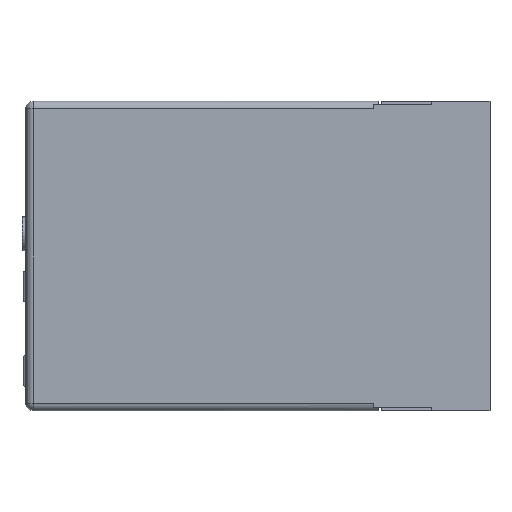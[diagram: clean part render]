
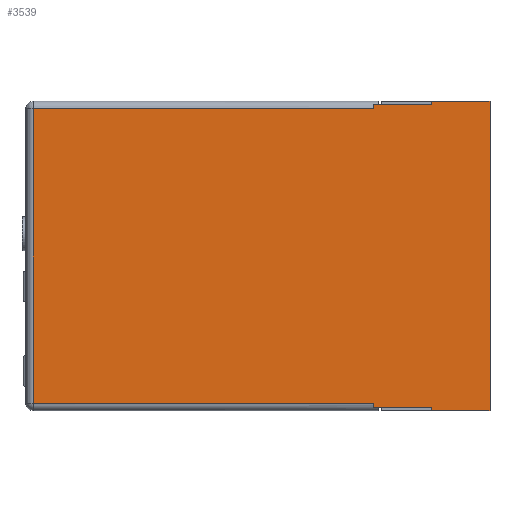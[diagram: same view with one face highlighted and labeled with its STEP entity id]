
A CAD part, left-side view. The second image highlights one B-rep face of the part: STEP entity #3539.
In plain terms, the highlighted planar face has unit normal (-1, 0, 0).
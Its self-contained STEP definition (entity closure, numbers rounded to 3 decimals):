
#289=LINE('',#5182,#625);
#290=LINE('',#5188,#626);
#292=LINE('',#5196,#628);
#364=LINE('',#5429,#700);
#385=LINE('',#5481,#721);
#409=LINE('',#5552,#745);
#410=LINE('',#5553,#746);
#411=LINE('',#5555,#747);
#412=LINE('',#5557,#748);
#413=LINE('',#5558,#749);
#414=LINE('',#5559,#750);
#415=LINE('',#5560,#751);
#416=LINE('',#5563,#752);
#625=VECTOR('',#4164,10.);
#626=VECTOR('',#4171,10.);
#628=VECTOR('',#4179,10.);
#700=VECTOR('',#4425,10.);
#721=VECTOR('',#4462,10.);
#745=VECTOR('',#4542,10.);
#746=VECTOR('',#4543,10.);
#747=VECTOR('',#4544,10.);
#748=VECTOR('',#4545,10.);
#749=VECTOR('',#4546,10.);
#750=VECTOR('',#4547,10.);
#751=VECTOR('',#4548,10.);
#752=VECTOR('',#4549,10.);
#950=PLANE('',#3844);
#1036=FACE_BOUND('',#1354,.T.);
#1145=FACE_OUTER_BOUND('',#1353,.T.);
#1353=EDGE_LOOP('',(#2824,#2825,#2826,#2827,#2828,#2829,#2830,#2831,#2832,
#2833,#2834,#2835));
#1354=EDGE_LOOP('',(#2836,#2837));
#1659=VERTEX_POINT('',#5179);
#1660=VERTEX_POINT('',#5181);
#1661=VERTEX_POINT('',#5185);
#1665=VERTEX_POINT('',#5194);
#1738=VERTEX_POINT('',#5426);
#1739=VERTEX_POINT('',#5428);
#1761=VERTEX_POINT('',#5478);
#1762=VERTEX_POINT('',#5480);
#1780=VERTEX_POINT('',#5550);
#1781=VERTEX_POINT('',#5551);
#1782=VERTEX_POINT('',#5554);
#1783=VERTEX_POINT('',#5556);
#1784=VERTEX_POINT('',#5561);
#1785=VERTEX_POINT('',#5562);
#2002=EDGE_CURVE('',#1659,#1660,#289,.T.);
#2005=EDGE_CURVE('',#1661,#1659,#290,.T.);
#2009=EDGE_CURVE('',#1665,#1661,#292,.T.);
#2126=EDGE_CURVE('',#1739,#1738,#364,.T.);
#2152=EDGE_CURVE('',#1762,#1761,#385,.T.);
#2185=EDGE_CURVE('',#1780,#1781,#409,.T.);
#2186=EDGE_CURVE('',#1781,#1660,#410,.T.);
#2187=EDGE_CURVE('',#1665,#1782,#411,.T.);
#2188=EDGE_CURVE('',#1783,#1782,#412,.T.);
#2189=EDGE_CURVE('',#1739,#1783,#413,.T.);
#2190=EDGE_CURVE('',#1738,#1762,#414,.T.);
#2191=EDGE_CURVE('',#1780,#1761,#415,.T.);
#2192=EDGE_CURVE('',#1784,#1785,#416,.T.);
#2824=ORIENTED_EDGE('',*,*,#2185,.T.);
#2825=ORIENTED_EDGE('',*,*,#2186,.T.);
#2826=ORIENTED_EDGE('',*,*,#2002,.F.);
#2827=ORIENTED_EDGE('',*,*,#2005,.F.);
#2828=ORIENTED_EDGE('',*,*,#2009,.F.);
#2829=ORIENTED_EDGE('',*,*,#2187,.T.);
#2830=ORIENTED_EDGE('',*,*,#2188,.F.);
#2831=ORIENTED_EDGE('',*,*,#2189,.F.);
#2832=ORIENTED_EDGE('',*,*,#2126,.T.);
#2833=ORIENTED_EDGE('',*,*,#2190,.T.);
#2834=ORIENTED_EDGE('',*,*,#2152,.T.);
#2835=ORIENTED_EDGE('',*,*,#2191,.F.);
#2836=ORIENTED_EDGE('',*,*,#2192,.F.);
#2837=ORIENTED_EDGE('',*,*,#2192,.T.);
#3539=ADVANCED_FACE('',(#1145,#1036),#950,.T.);
#3844=AXIS2_PLACEMENT_3D('',#5549,#4540,#4541);
#4164=DIRECTION('',(0.,-1.,0.));
#4171=DIRECTION('',(0.,0.,1.));
#4179=DIRECTION('',(0.,1.,0.));
#4425=DIRECTION('',(0.,-1.,0.));
#4462=DIRECTION('',(0.,1.,0.));
#4540=DIRECTION('center_axis',(-1.,0.,0.));
#4541=DIRECTION('ref_axis',(0.,0.,-1.));
#4542=DIRECTION('',(0.,1.,0.));
#4543=DIRECTION('',(0.,0.,-1.));
#4544=DIRECTION('',(0.,0.,-1.));
#4545=DIRECTION('',(0.,1.,0.));
#4546=DIRECTION('',(0.,0.,1.));
#4547=DIRECTION('',(0.,0.,1.));
#4548=DIRECTION('',(0.,0.,1.));
#4549=DIRECTION('',(0.,0.,1.));
#5179=CARTESIAN_POINT('',(-10.,51.5,39.));
#5181=CARTESIAN_POINT('',(-10.,7.5,39.));
#5182=CARTESIAN_POINT('',(-10.,6.9,39.));
#5185=CARTESIAN_POINT('',(-10.,51.5,1.));
#5188=CARTESIAN_POINT('',(-10.,51.5,30.));
#5194=CARTESIAN_POINT('',(-10.,7.5,1.));
#5196=CARTESIAN_POINT('',(-10.,6.9,1.));
#5426=CARTESIAN_POINT('',(-10.,-7.5,0.));
#5428=CARTESIAN_POINT('',(-10.,0.,0.));
#5429=CARTESIAN_POINT('',(-10.,7.5,0.));
#5478=CARTESIAN_POINT('',(-10.,0.,40.));
#5480=CARTESIAN_POINT('',(-10.,-7.5,40.));
#5481=CARTESIAN_POINT('',(-10.,7.5,40.));
#5549=CARTESIAN_POINT('Origin',(-10.,1.958,20.));
#5550=CARTESIAN_POINT('',(-10.,0.,39.598));
#5551=CARTESIAN_POINT('',(-10.,7.5,39.598));
#5552=CARTESIAN_POINT('',(-10.,-7.5,39.598));
#5553=CARTESIAN_POINT('',(-10.,7.5,29.799));
#5554=CARTESIAN_POINT('',(-10.,7.5,0.402));
#5555=CARTESIAN_POINT('',(-10.,7.5,29.799));
#5556=CARTESIAN_POINT('',(-10.,0.,0.402));
#5557=CARTESIAN_POINT('',(-10.,-7.5,0.402));
#5558=CARTESIAN_POINT('',(-10.,0.,0.));
#5559=CARTESIAN_POINT('',(-10.,-7.5,0.));
#5560=CARTESIAN_POINT('',(-10.,0.,0.));
#5561=CARTESIAN_POINT('',(-10.,0.,0.8));
#5562=CARTESIAN_POINT('',(-10.,0.,39.2));
#5563=CARTESIAN_POINT('',(-10.,0.,39.2));
